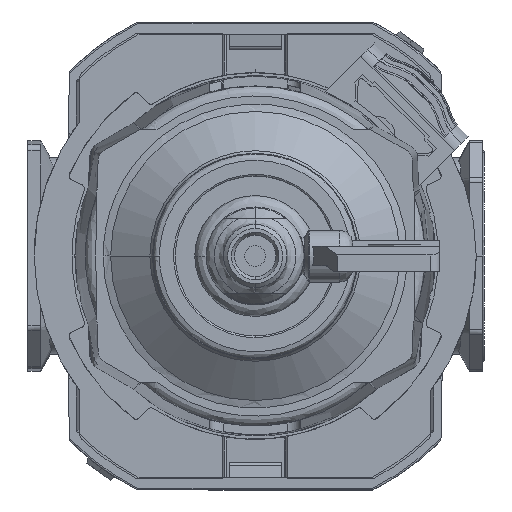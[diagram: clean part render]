
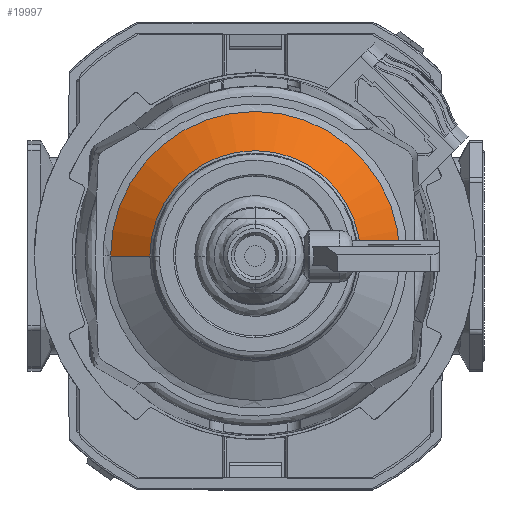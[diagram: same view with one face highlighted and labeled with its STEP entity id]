
A CAD part, front view. The second image highlights one B-rep face of the part: STEP entity #19997.
In plain terms, the highlighted conical face has half-angle 54.996 degrees and reference radius 22.24 mm.
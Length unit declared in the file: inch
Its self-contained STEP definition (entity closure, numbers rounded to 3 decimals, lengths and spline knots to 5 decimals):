
#199 = VECTOR ( 'NONE', #34123, 39.37008 ) ;
#2004 = CONICAL_SURFACE ( 'NONE', #2630, 0.87558, 0.96 ) ;
#2630 = AXIS2_PLACEMENT_3D ( 'NONE', #35356, #2850, #35543 ) ;
#2850 = DIRECTION ( 'NONE',  ( 0., 1., 0. ) ) ;
#3524 = EDGE_CURVE ( 'NONE', #25211, #25001, #14908, .T. ) ;
#3651 = CARTESIAN_POINT ( 'NONE',  ( 0.87558, -4.11661, 0. ) ) ;
#3947 = DIRECTION ( 'NONE',  ( -1., 0., 0. ) ) ;
#4529 = DIRECTION ( 'NONE',  ( 0., 1., 0. ) ) ;
#5332 = ORIENTED_EDGE ( 'NONE', *, *, #3524, .F. ) ;
#6538 = LINE ( 'NONE', #28222, #199 ) ;
#6829 = AXIS2_PLACEMENT_3D ( 'NONE', #31165, #18433, #30408 ) ;
#8184 = DIRECTION ( 'NONE',  ( -0.819, 0.574, 0. ) ) ;
#11851 = CIRCLE ( 'NONE', #6829, 0.87558 ) ;
#12553 = ORIENTED_EDGE ( 'NONE', *, *, #16050, .T. ) ;
#12960 = ORIENTED_EDGE ( 'NONE', *, *, #24121, .T. ) ;
#13125 = CIRCLE ( 'NONE', #31895, 0.63777 ) ;
#14255 = VECTOR ( 'NONE', #8184, 39.37008 ) ;
#14908 = LINE ( 'NONE', #26853, #14255 ) ;
#16050 = EDGE_CURVE ( 'NONE', #37584, #19735, #6538, .T. ) ;
#16645 = ORIENTED_EDGE ( 'NONE', *, *, #30553, .T. ) ;
#18433 = DIRECTION ( 'NONE',  ( 0., -1., 0. ) ) ;
#19735 = VERTEX_POINT ( 'NONE', #3651 ) ;
#19997 = ADVANCED_FACE ( 'NONE', ( #38694 ), #2004, .T. ) ;
#23737 = CARTESIAN_POINT ( 'NONE',  ( -0.87558, -4.11661, 0. ) ) ;
#24121 = EDGE_CURVE ( 'NONE', #25211, #37584, #13125, .T. ) ;
#24917 = EDGE_LOOP ( 'NONE', ( #12960, #12553, #16645, #5332 ) ) ;
#25001 = VERTEX_POINT ( 'NONE', #23737 ) ;
#25211 = VERTEX_POINT ( 'NONE', #37443 ) ;
#25561 = CARTESIAN_POINT ( 'NONE',  ( 0.63777, -4.28315, 0. ) ) ;
#26853 = CARTESIAN_POINT ( 'NONE',  ( -0.87558, -4.11661, 0. ) ) ;
#28222 = CARTESIAN_POINT ( 'NONE',  ( 0.87558, -4.11661, 0. ) ) ;
#30408 = DIRECTION ( 'NONE',  ( 1., 0., 0. ) ) ;
#30553 = EDGE_CURVE ( 'NONE', #19735, #25001, #11851, .T. ) ;
#31165 = CARTESIAN_POINT ( 'NONE',  ( 0., -4.11661, 0. ) ) ;
#31895 = AXIS2_PLACEMENT_3D ( 'NONE', #34472, #4529, #3947 ) ;
#34123 = DIRECTION ( 'NONE',  ( 0.819, 0.574, 0. ) ) ;
#34472 = CARTESIAN_POINT ( 'NONE',  ( 0., -4.28315, 0. ) ) ;
#35356 = CARTESIAN_POINT ( 'NONE',  ( 0., -4.11661, 0. ) ) ;
#35543 = DIRECTION ( 'NONE',  ( -1., 0., 0. ) ) ;
#37443 = CARTESIAN_POINT ( 'NONE',  ( -0.63777, -4.28315, 0. ) ) ;
#37584 = VERTEX_POINT ( 'NONE', #25561 ) ;
#38694 = FACE_OUTER_BOUND ( 'NONE', #24917, .T. ) ;
